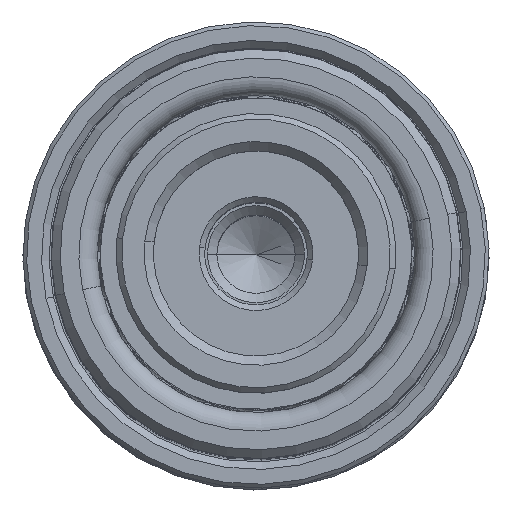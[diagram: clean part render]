
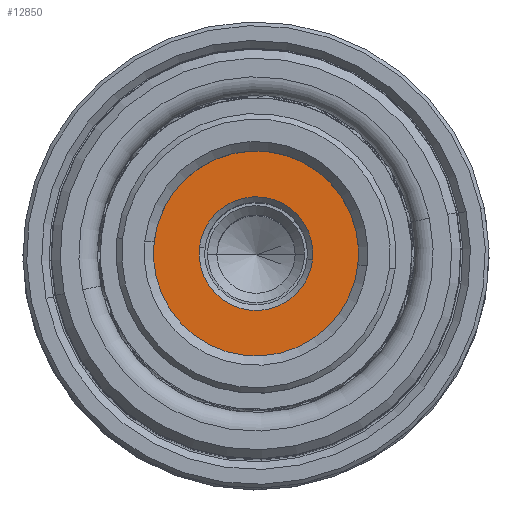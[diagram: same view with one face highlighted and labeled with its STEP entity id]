
A CAD part, top view. The second image highlights one B-rep face of the part: STEP entity #12850.
In plain terms, the highlighted face is planar.
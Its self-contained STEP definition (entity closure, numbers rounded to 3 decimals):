
#340 = ORIENTED_EDGE ( 'NONE', *, *, #12855, .T. ) ;
#695 = DIRECTION ( 'NONE',  ( 0., 0., 1. ) ) ;
#1108 = EDGE_LOOP ( 'NONE', ( #340, #26182 ) ) ;
#3264 = CIRCLE ( 'NONE', #3567, 3.05 ) ;
#3567 = AXIS2_PLACEMENT_3D ( 'NONE', #14639, #34432, #17470 ) ;
#3705 = CIRCLE ( 'NONE', #25799, 5.5 ) ;
#4574 = EDGE_LOOP ( 'NONE', ( #29895, #24468 ) ) ;
#7969 = VERTEX_POINT ( 'NONE', #9509 ) ;
#8600 = DIRECTION ( 'NONE',  ( 0., 0., 1. ) ) ;
#9509 = CARTESIAN_POINT ( 'NONE',  ( 5.5, 0., 6.5 ) ) ;
#11064 = CIRCLE ( 'NONE', #19473, 3.05 ) ;
#11256 = FACE_BOUND ( 'NONE', #4574, .T. ) ;
#11268 = VERTEX_POINT ( 'NONE', #19518 ) ;
#12076 = DIRECTION ( 'NONE',  ( 0., 0., -1. ) ) ;
#12850 = ADVANCED_FACE ( 'NONE', ( #11256, #33829 ), #17624, .F. ) ;
#12855 = EDGE_CURVE ( 'NONE', #19335, #7969, #3705, .T. ) ;
#13520 = EDGE_CURVE ( 'NONE', #26301, #11268, #3264, .T. ) ;
#14639 = CARTESIAN_POINT ( 'NONE',  ( 0., 0., 6.5 ) ) ;
#14689 = DIRECTION ( 'NONE',  ( 0., 0., -1. ) ) ;
#17470 = DIRECTION ( 'NONE',  ( 1., 0., 0. ) ) ;
#17624 = PLANE ( 'NONE',  #31518 ) ;
#19335 = VERTEX_POINT ( 'NONE', #28095 ) ;
#19473 = AXIS2_PLACEMENT_3D ( 'NONE', #25493, #8600, #28342 ) ;
#19518 = CARTESIAN_POINT ( 'NONE',  ( 3.05, 0., 6.5 ) ) ;
#20474 = DIRECTION ( 'NONE',  ( 1., 0., 0. ) ) ;
#21359 = EDGE_CURVE ( 'NONE', #11268, #26301, #11064, .T. ) ;
#22035 = CARTESIAN_POINT ( 'NONE',  ( -3.05, 0., 6.5 ) ) ;
#24468 = ORIENTED_EDGE ( 'NONE', *, *, #21359, .T. ) ;
#25493 = CARTESIAN_POINT ( 'NONE',  ( 0., 0., 6.5 ) ) ;
#25799 = AXIS2_PLACEMENT_3D ( 'NONE', #28993, #12076, #31857 ) ;
#26182 = ORIENTED_EDGE ( 'NONE', *, *, #28254, .T. ) ;
#26301 = VERTEX_POINT ( 'NONE', #22035 ) ;
#28095 = CARTESIAN_POINT ( 'NONE',  ( -5.5, 0., 6.5 ) ) ;
#28254 = EDGE_CURVE ( 'NONE', #7969, #19335, #28972, .T. ) ;
#28342 = DIRECTION ( 'NONE',  ( 1., 0., 0. ) ) ;
#28629 = AXIS2_PLACEMENT_3D ( 'NONE', #31632, #14689, #34489 ) ;
#28867 = CARTESIAN_POINT ( 'NONE',  ( 2.75, 0., 6.5 ) ) ;
#28972 = CIRCLE ( 'NONE', #28629, 5.5 ) ;
#28993 = CARTESIAN_POINT ( 'NONE',  ( 0., 0., 6.5 ) ) ;
#29895 = ORIENTED_EDGE ( 'NONE', *, *, #13520, .T. ) ;
#31518 = AXIS2_PLACEMENT_3D ( 'NONE', #28867, #695, #20474 ) ;
#31632 = CARTESIAN_POINT ( 'NONE',  ( 0., 0., 6.5 ) ) ;
#31857 = DIRECTION ( 'NONE',  ( -1., 0., 0. ) ) ;
#33829 = FACE_OUTER_BOUND ( 'NONE', #1108, .T. ) ;
#34432 = DIRECTION ( 'NONE',  ( 0., 0., 1. ) ) ;
#34489 = DIRECTION ( 'NONE',  ( -1., 0., 0. ) ) ;
